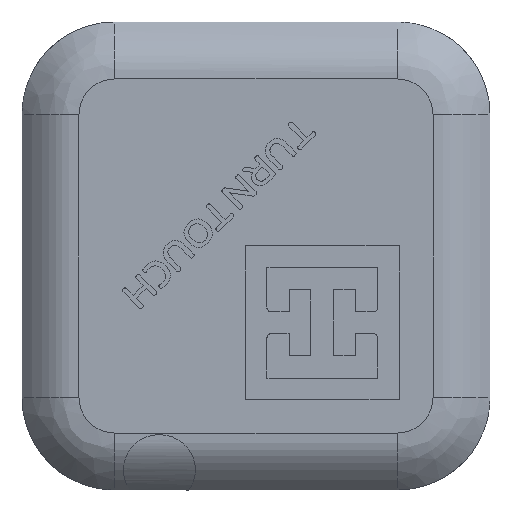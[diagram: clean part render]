
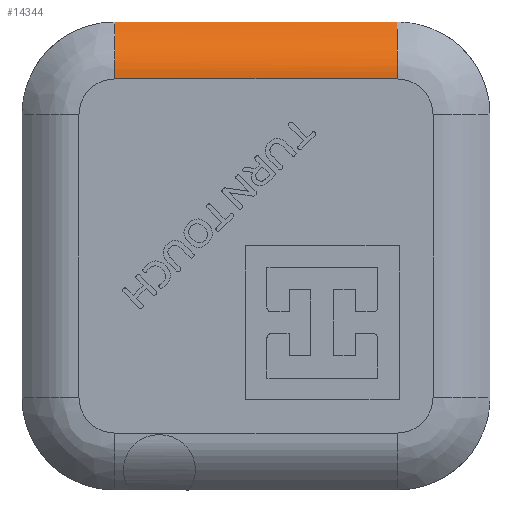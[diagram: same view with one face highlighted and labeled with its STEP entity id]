
A CAD part, front view. The second image highlights one B-rep face of the part: STEP entity #14344.
In plain terms, the highlighted free-form (B-spline) face has degree [4, 1] with [6, 2] control points.
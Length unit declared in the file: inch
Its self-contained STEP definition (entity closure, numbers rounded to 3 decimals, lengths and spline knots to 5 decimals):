
#465=B_SPLINE_SURFACE_WITH_KNOTS('',4,1,((#21469,#21470),(#21471,#21472),
(#21473,#21474),(#21475,#21476),(#21477,#21478),(#21479,#21480)),
 .UNSPECIFIED.,.F.,.F.,.F.,(5,1,5),(2,2),(-1.,-0.53139,0.),(0.,
2.53492),.UNSPECIFIED.);
#970=FACE_OUTER_BOUND('',#1812,.T.);
#1812=EDGE_LOOP('',(#9898,#9899,#9900,#9901));
#2775=LINE('',#21487,#3899);
#3899=VECTOR('',#16285,0.998);
#4959=B_SPLINE_CURVE_WITH_KNOTS('',3,(#20855,#20856,#20857,#20858,#20859,
#20860),.UNSPECIFIED.,.F.,.F.,(4,2,4),(-2.53492,-1.26746,0.),
 .UNSPECIFIED.);
#4985=B_SPLINE_CURVE_WITH_KNOTS('',4,(#21457,#21458,#21459,#21460,#21461),
 .UNSPECIFIED.,.F.,.F.,(5,5),(0.6211,1.),.UNSPECIFIED.);
#4987=B_SPLINE_CURVE_WITH_KNOTS('',4,(#21482,#21483,#21484,#21485,#21486),
 .UNSPECIFIED.,.F.,.F.,(5,5),(-1.,-0.6211),.UNSPECIFIED.);
#5841=VERTEX_POINT('',#20852);
#5842=VERTEX_POINT('',#20854);
#5868=VERTEX_POINT('',#21456);
#5870=VERTEX_POINT('',#21481);
#7377=EDGE_CURVE('',#5842,#5841,#4959,.T.);
#7424=EDGE_CURVE('',#5842,#5868,#4985,.T.);
#7427=EDGE_CURVE('',#5870,#5841,#4987,.T.);
#7428=EDGE_CURVE('',#5868,#5870,#2775,.T.);
#9898=ORIENTED_EDGE('',*,*,#7377,.T.);
#9899=ORIENTED_EDGE('',*,*,#7427,.F.);
#9900=ORIENTED_EDGE('',*,*,#7428,.F.);
#9901=ORIENTED_EDGE('',*,*,#7424,.F.);
#14344=ADVANCED_FACE('',(#970),#465,.T.);
#16285=DIRECTION('',(-1.,0.,0.));
#20852=CARTESIAN_POINT('',(-0.499,0.12011,0.82617));
#20854=CARTESIAN_POINT('',(0.499,0.12011,0.82617));
#20855=CARTESIAN_POINT('Ctrl Pts',(0.499,0.12011,0.82617));
#20856=CARTESIAN_POINT('Ctrl Pts',(0.33267,0.12011,
0.82617));
#20857=CARTESIAN_POINT('Ctrl Pts',(0.16633,0.12011,
0.82617));
#20858=CARTESIAN_POINT('Ctrl Pts',(-0.16633,0.12011,
0.82617));
#20859=CARTESIAN_POINT('Ctrl Pts',(-0.33267,0.12011,
0.82617));
#20860=CARTESIAN_POINT('Ctrl Pts',(-0.499,0.12011,0.82617));
#21456=CARTESIAN_POINT('',(0.499,0.,0.625));
#21457=CARTESIAN_POINT('Ctrl Pts',(0.499,0.12011,0.82617));
#21458=CARTESIAN_POINT('Ctrl Pts',(0.499,0.05661,0.77368));
#21459=CARTESIAN_POINT('Ctrl Pts',(0.499,0.01056,0.71372));
#21460=CARTESIAN_POINT('Ctrl Pts',(0.499,0.,0.67898));
#21461=CARTESIAN_POINT('Ctrl Pts',(0.499,0.,0.625));
#21469=CARTESIAN_POINT('Ctrl Pts',(0.499,0.,0.625));
#21470=CARTESIAN_POINT('Ctrl Pts',(-0.499,0.,0.625));
#21471=CARTESIAN_POINT('Ctrl Pts',(0.499,0.,0.69176));
#21472=CARTESIAN_POINT('Ctrl Pts',(-0.499,0.,0.69176));
#21473=CARTESIAN_POINT('Ctrl Pts',(0.499,0.03448,0.77143));
#21474=CARTESIAN_POINT('Ctrl Pts',(-0.499,0.03448,0.77143));
#21475=CARTESIAN_POINT('Ctrl Pts',(0.499,0.35717,1.10003));
#21476=CARTESIAN_POINT('Ctrl Pts',(-0.499,0.35717,1.10003));
#21477=CARTESIAN_POINT('Ctrl Pts',(0.499,0.45,0.74109));
#21478=CARTESIAN_POINT('Ctrl Pts',(-0.499,0.45,0.74109));
#21479=CARTESIAN_POINT('Ctrl Pts',(0.499,0.45,0.625));
#21480=CARTESIAN_POINT('Ctrl Pts',(-0.499,0.45,0.625));
#21481=CARTESIAN_POINT('',(-0.499,0.,0.625));
#21482=CARTESIAN_POINT('Ctrl Pts',(-0.499,0.,0.625));
#21483=CARTESIAN_POINT('Ctrl Pts',(-0.499,0.,0.67898));
#21484=CARTESIAN_POINT('Ctrl Pts',(-0.499,0.01056,0.71372));
#21485=CARTESIAN_POINT('Ctrl Pts',(-0.499,0.05661,0.77368));
#21486=CARTESIAN_POINT('Ctrl Pts',(-0.499,0.12011,0.82617));
#21487=CARTESIAN_POINT('',(0.499,0.,0.625));
